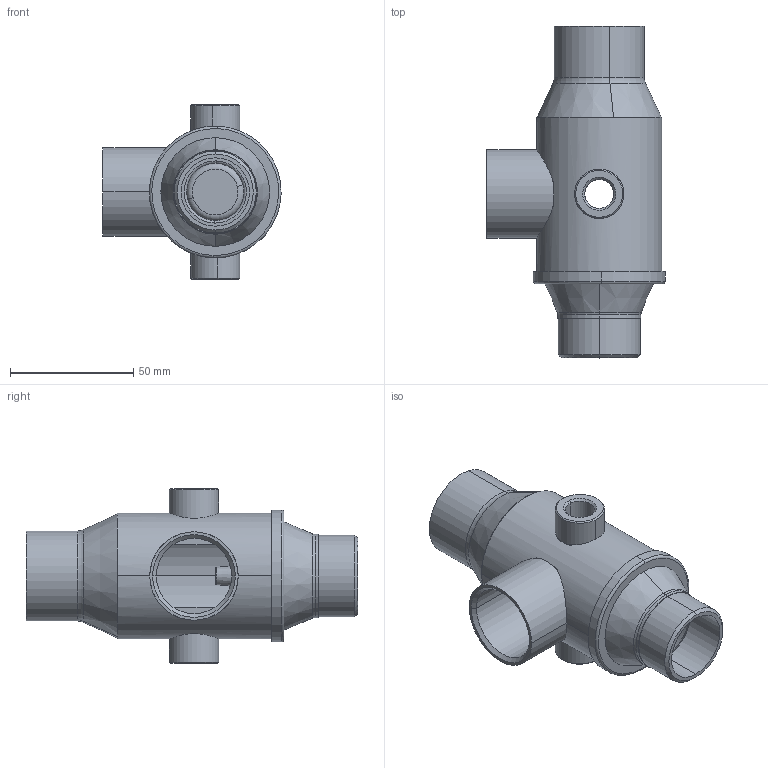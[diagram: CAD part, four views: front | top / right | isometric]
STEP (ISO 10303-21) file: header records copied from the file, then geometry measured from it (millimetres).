
FILE_DESCRIPTION (( 'STEP AP203' ), '1' );
FILE_NAME ('06D1922.STEP', '2024-07-10T07:32:16', ( '' ), ( '' ), 'SwSTEP 2.0', 'SolidWorks 2016', '' );
FILE_SCHEMA (( 'CONFIG_CONTROL_DESIGN' ));
Length unit declared in the file: millimetre
Products named in the file (14): 04D9903 X G1; 05M9502 X G1; 06E1901; 06D1927; 06D1925; 06D1922; 06I9603 X G1; 06F97003 X G1; 06I9610 X G1; 06D1923; 06I9611 X G1; 06D1926; 06F0709 X G1; 06E1943
Assembly tree (14 placements, depth 3):
  06D1922
    06D1926
      06D1923
      06E1943
      06D1927  x2
      06D1925
    06E1901
      06I9610 X G1
      04D9903 X G1
      06I9603 X G1
      05M9502 X G1
      06I9611 X G1
      06F97003 X G1
      06F0709 X G1
Bounding box: 72.18 x 134.4 x 70.8 mm (x, y, z)
Volume: 63969.7 mm3; surface area: 60510.2 mm2
Topology: 12 solids, 12 shells, 274 faces, 630 edges, 398 vertices
Faces by surface type: cylinder 116, plane 70, torus 50, cone 36, bspline 2
Entity records: 13874 total; most frequent: CARTESIAN_POINT 6067, DIRECTION 1478, ORIENTED_EDGE 1220, AXIS2_PLACEMENT_3D 629, EDGE_CURVE 610, VERTEX_POINT 386, CIRCLE 348, EDGE_LOOP 306
